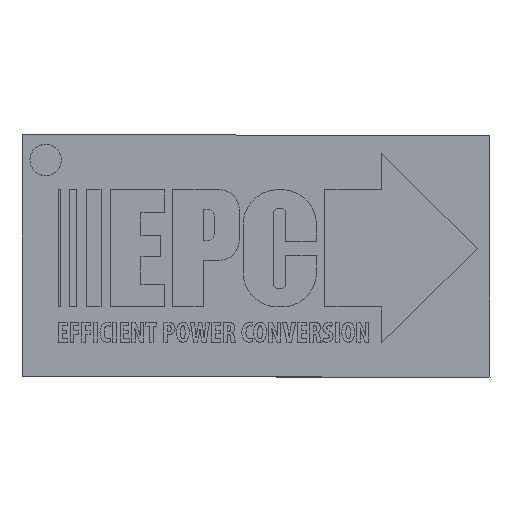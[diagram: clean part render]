
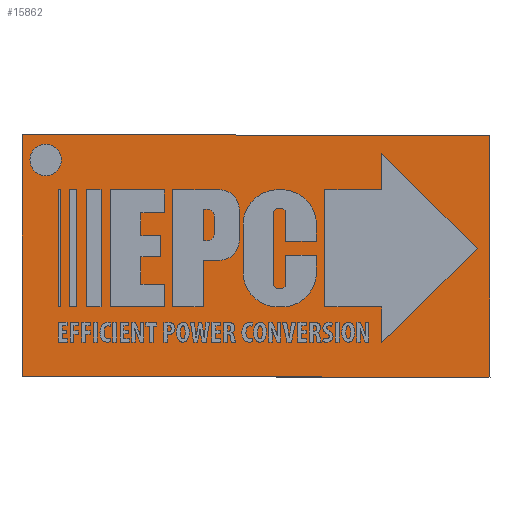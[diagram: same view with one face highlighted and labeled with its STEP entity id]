
A CAD part, top view. The second image highlights one B-rep face of the part: STEP entity #15862.
In plain terms, the highlighted planar face has unit normal (0, 0, 1).
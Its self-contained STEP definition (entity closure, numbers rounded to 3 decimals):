
#15733 = VERTEX_POINT('',#15734);
#15734 = CARTESIAN_POINT('',(2.225,-1.154,0.418));
#15740 = EDGE_CURVE('',#15733,#15741,#15743,.T.);
#15741 = VERTEX_POINT('',#15742);
#15742 = CARTESIAN_POINT('',(-2.225,-1.146,0.418));
#15743 = LINE('',#15744,#15745);
#15744 = CARTESIAN_POINT('',(2.225,-1.154,0.418));
#15745 = VECTOR('',#15746,1.);
#15746 = DIRECTION('',(-1.,0.002,0.));
#15771 = EDGE_CURVE('',#15741,#15772,#15774,.T.);
#15772 = VERTEX_POINT('',#15773);
#15773 = CARTESIAN_POINT('',(-2.225,1.154,0.418));
#15774 = LINE('',#15775,#15776);
#15775 = CARTESIAN_POINT('',(-2.225,-1.146,0.418));
#15776 = VECTOR('',#15777,1.);
#15777 = DIRECTION('',(0.,1.,0.));
#15802 = EDGE_CURVE('',#15772,#15803,#15805,.T.);
#15803 = VERTEX_POINT('',#15804);
#15804 = CARTESIAN_POINT('',(2.225,1.146,0.418));
#15805 = LINE('',#15806,#15807);
#15806 = CARTESIAN_POINT('',(-2.225,1.154,0.418));
#15807 = VECTOR('',#15808,1.);
#15808 = DIRECTION('',(1.,-0.002,0.));
#15833 = EDGE_CURVE('',#15803,#15733,#15834,.T.);
#15834 = LINE('',#15835,#15836);
#15835 = CARTESIAN_POINT('',(2.225,1.146,0.418));
#15836 = VECTOR('',#15837,1.);
#15837 = DIRECTION('',(0.,-1.,0.));
#15862 = ADVANCED_FACE('',(#15863),#15869,.T.);
#15863 = FACE_BOUND('',#15864,.F.);
#15864 = EDGE_LOOP('',(#15865,#15866,#15867,#15868));
#15865 = ORIENTED_EDGE('',*,*,#15740,.T.);
#15866 = ORIENTED_EDGE('',*,*,#15771,.T.);
#15867 = ORIENTED_EDGE('',*,*,#15802,.T.);
#15868 = ORIENTED_EDGE('',*,*,#15833,.T.);
#15869 = PLANE('',#15870);
#15870 = AXIS2_PLACEMENT_3D('',#15871,#15872,#15873);
#15871 = CARTESIAN_POINT('',(2.225,-1.154,0.418));
#15872 = DIRECTION('',(0.,0.,1.));
#15873 = DIRECTION('',(1.,0.,-0.));
